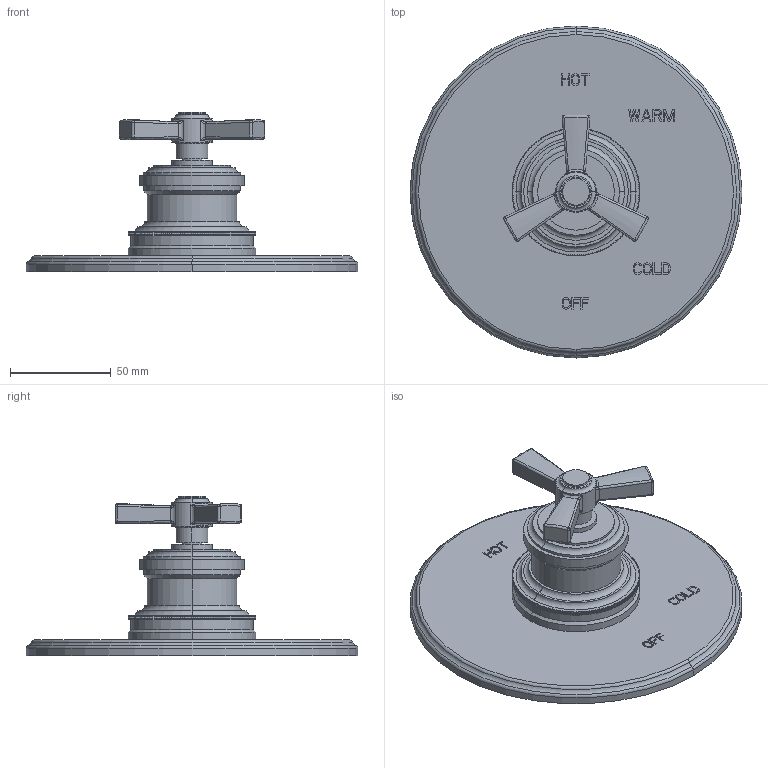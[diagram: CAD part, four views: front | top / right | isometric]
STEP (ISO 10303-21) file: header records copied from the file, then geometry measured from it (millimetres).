
FILE_DESCRIPTION((''),'2;1');
FILE_NAME('4-1604BP','2021-06-03T10:51:02',('jinson.thomas'),(''),'CREO PARAMETRIC BY PTC INC, 2018400','CREO PARAMETRIC BY PTC INC, 2018400','');
FILE_SCHEMA(('CONFIG_CONTROL_DESIGN'));
Length unit declared in the file: inch
Products named in the file (1): 4-1604BP
Bounding box: 165.1 x 165.1 x 79.53 mm (x, y, z)
Volume: 276908.1 mm3; surface area: 59371 mm2
Topology: 1 solids, 1 shells, 1026 faces, 2867 edges, 1878 vertices
Faces by surface type: plane 712, cylinder 218, bspline 62, torus 18, sphere 12, cone 4
Entity records: 34785 total; most frequent: CARTESIAN_POINT 8410, ORIENTED_EDGE 5734, DIRECTION 5163, EDGE_CURVE 2867, VECTOR 2237, LINE 2237, VERTEX_POINT 1878, AXIS2_PLACEMENT_3D 1463
